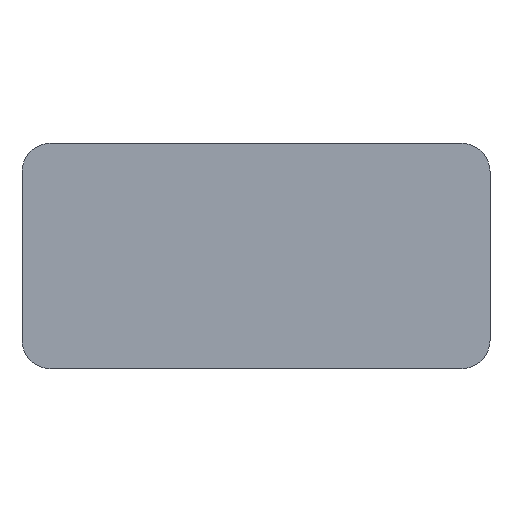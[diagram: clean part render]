
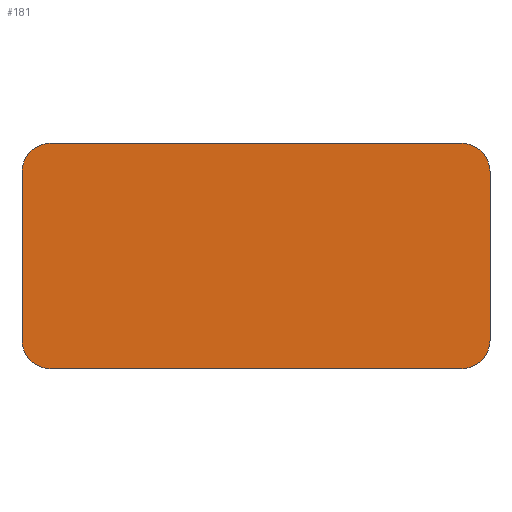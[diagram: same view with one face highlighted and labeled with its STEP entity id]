
A CAD part, top view. The second image highlights one B-rep face of the part: STEP entity #181.
In plain terms, the highlighted planar face has unit normal (0, 0, 1).
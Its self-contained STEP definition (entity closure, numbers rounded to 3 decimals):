
#19=PLANE('',#213);
#29=FACE_OUTER_BOUND('',#39,.T.);
#39=EDGE_LOOP('',(#153,#154,#155,#156,#157,#158,#159,#160));
#44=LINE('',#283,#60);
#48=LINE('',#295,#64);
#52=LINE('',#307,#68);
#56=LINE('',#317,#72);
#60=VECTOR('',#228,10.);
#64=VECTOR('',#240,10.);
#68=VECTOR('',#252,10.);
#72=VECTOR('',#264,10.);
#74=CIRCLE('',#199,6.);
#76=CIRCLE('',#203,6.);
#78=CIRCLE('',#207,6.);
#80=CIRCLE('',#211,6.);
#83=VERTEX_POINT('',#274);
#84=VERTEX_POINT('',#276);
#86=VERTEX_POINT('',#282);
#88=VERTEX_POINT('',#288);
#90=VERTEX_POINT('',#294);
#92=VERTEX_POINT('',#300);
#94=VERTEX_POINT('',#306);
#96=VERTEX_POINT('',#312);
#99=EDGE_CURVE('',#84,#83,#74,.T.);
#102=EDGE_CURVE('',#86,#84,#44,.T.);
#105=EDGE_CURVE('',#88,#86,#76,.T.);
#108=EDGE_CURVE('',#90,#88,#48,.T.);
#111=EDGE_CURVE('',#92,#90,#78,.T.);
#114=EDGE_CURVE('',#94,#92,#52,.T.);
#117=EDGE_CURVE('',#96,#94,#80,.T.);
#120=EDGE_CURVE('',#83,#96,#56,.T.);
#153=ORIENTED_EDGE('',*,*,#120,.T.);
#154=ORIENTED_EDGE('',*,*,#117,.T.);
#155=ORIENTED_EDGE('',*,*,#114,.T.);
#156=ORIENTED_EDGE('',*,*,#111,.T.);
#157=ORIENTED_EDGE('',*,*,#108,.T.);
#158=ORIENTED_EDGE('',*,*,#105,.T.);
#159=ORIENTED_EDGE('',*,*,#102,.T.);
#160=ORIENTED_EDGE('',*,*,#99,.T.);
#181=ADVANCED_FACE('',(#29),#19,.T.);
#199=AXIS2_PLACEMENT_3D('',#277,#222,#223);
#203=AXIS2_PLACEMENT_3D('',#289,#234,#235);
#207=AXIS2_PLACEMENT_3D('',#301,#246,#247);
#211=AXIS2_PLACEMENT_3D('',#313,#258,#259);
#213=AXIS2_PLACEMENT_3D('',#318,#265,#266);
#222=DIRECTION('center_axis',(0.,0.,1.));
#223=DIRECTION('ref_axis',(1.,0.,0.));
#228=DIRECTION('',(0.,1.,0.));
#234=DIRECTION('center_axis',(0.,0.,1.));
#235=DIRECTION('ref_axis',(0.,-1.,0.));
#240=DIRECTION('',(1.,0.,0.));
#246=DIRECTION('center_axis',(0.,0.,1.));
#247=DIRECTION('ref_axis',(-1.,0.,0.));
#252=DIRECTION('',(0.,-1.,0.));
#258=DIRECTION('center_axis',(0.,0.,1.));
#259=DIRECTION('ref_axis',(0.,1.,0.));
#264=DIRECTION('',(-1.,0.,0.));
#265=DIRECTION('center_axis',(0.,0.,1.));
#266=DIRECTION('ref_axis',(1.,0.,0.));
#274=CARTESIAN_POINT('',(93.98,48.13,1.6));
#276=CARTESIAN_POINT('',(99.98,42.13,1.6));
#277=CARTESIAN_POINT('Origin',(93.98,42.13,1.6));
#282=CARTESIAN_POINT('',(99.98,6.,1.6));
#283=CARTESIAN_POINT('',(99.98,6.,1.6));
#288=CARTESIAN_POINT('',(93.98,0.,1.6));
#289=CARTESIAN_POINT('Origin',(93.98,6.,1.6));
#294=CARTESIAN_POINT('',(6.,0.,1.6));
#295=CARTESIAN_POINT('',(6.,0.,1.6));
#300=CARTESIAN_POINT('',(0.,6.,1.6));
#301=CARTESIAN_POINT('Origin',(6.,6.,1.6));
#306=CARTESIAN_POINT('',(0.,42.13,1.6));
#307=CARTESIAN_POINT('',(0.,42.13,1.6));
#312=CARTESIAN_POINT('',(6.,48.13,1.6));
#313=CARTESIAN_POINT('Origin',(6.,42.13,1.6));
#317=CARTESIAN_POINT('',(93.98,48.13,1.6));
#318=CARTESIAN_POINT('Origin',(49.99,24.065,1.6));
